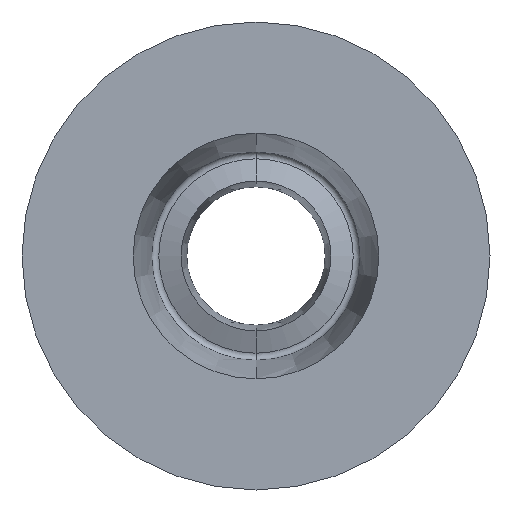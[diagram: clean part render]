
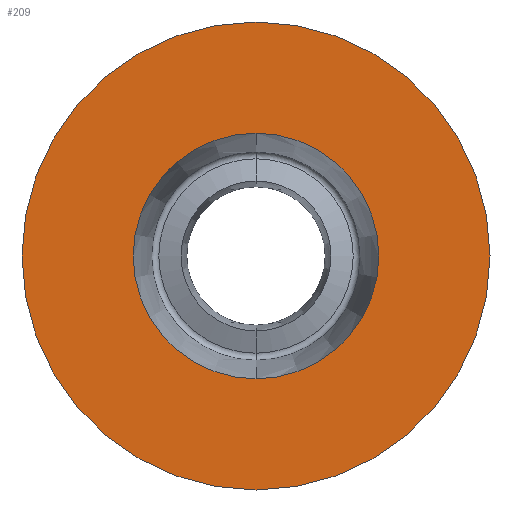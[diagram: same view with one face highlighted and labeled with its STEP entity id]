
A CAD part, front view. The second image highlights one B-rep face of the part: STEP entity #209.
In plain terms, the highlighted planar face has unit normal (0, -1, 0).
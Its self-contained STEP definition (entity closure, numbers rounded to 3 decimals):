
#4 = CARTESIAN_POINT ( 'NONE',  ( 0., 0., 0. ) ) ;
#45 = DIRECTION ( 'NONE',  ( 0., 0., 1. ) ) ;
#53 = VERTEX_POINT ( 'NONE', #374 ) ;
#111 = CARTESIAN_POINT ( 'NONE',  ( 0., 0., 0. ) ) ;
#119 = FACE_BOUND ( 'NONE', #320, .T. ) ;
#128 = ORIENTED_EDGE ( 'NONE', *, *, #343, .T. ) ;
#147 = DIRECTION ( 'NONE',  ( 0., 0., 1. ) ) ;
#167 = VERTEX_POINT ( 'NONE', #478 ) ;
#168 = AXIS2_PLACEMENT_3D ( 'NONE', #354, #309, #214 ) ;
#171 = CIRCLE ( 'NONE', #262, 22. ) ;
#176 = CARTESIAN_POINT ( 'NONE',  ( 0., 0., 0. ) ) ;
#189 = VERTEX_POINT ( 'NONE', #207 ) ;
#203 = CIRCLE ( 'NONE', #548, 11.546 ) ;
#207 = CARTESIAN_POINT ( 'NONE',  ( 0., 0., 22. ) ) ;
#209 = ADVANCED_FACE ( 'NONE', ( #119, #476 ), #575, .T. ) ;
#214 = DIRECTION ( 'NONE',  ( 0., 0., -1. ) ) ;
#225 = DIRECTION ( 'NONE',  ( 0., 0., 1. ) ) ;
#231 = ORIENTED_EDGE ( 'NONE', *, *, #260, .F. ) ;
#256 = CARTESIAN_POINT ( 'NONE',  ( 0., 0., 11.546 ) ) ;
#258 = CARTESIAN_POINT ( 'NONE',  ( 0., 0., 0. ) ) ;
#260 = EDGE_CURVE ( 'NONE', #53, #189, #171, .T. ) ;
#262 = AXIS2_PLACEMENT_3D ( 'NONE', #258, #579, #315 ) ;
#305 = CIRCLE ( 'NONE', #580, 22. ) ;
#309 = DIRECTION ( 'NONE',  ( 0., -1., 0. ) ) ;
#315 = DIRECTION ( 'NONE',  ( 0., 0., 1. ) ) ;
#320 = EDGE_LOOP ( 'NONE', ( #460, #128 ) ) ;
#323 = DIRECTION ( 'NONE',  ( 0., 1., 0. ) ) ;
#343 = EDGE_CURVE ( 'NONE', #572, #167, #520, .T. ) ;
#354 = CARTESIAN_POINT ( 'NONE',  ( -11.546, 0., 0. ) ) ;
#358 = AXIS2_PLACEMENT_3D ( 'NONE', #111, #418, #147 ) ;
#374 = CARTESIAN_POINT ( 'NONE',  ( 0., 0., -22. ) ) ;
#418 = DIRECTION ( 'NONE',  ( 0., 1., 0. ) ) ;
#460 = ORIENTED_EDGE ( 'NONE', *, *, #471, .T. ) ;
#471 = EDGE_CURVE ( 'NONE', #167, #572, #203, .T. ) ;
#476 = FACE_OUTER_BOUND ( 'NONE', #549, .T. ) ;
#477 = EDGE_CURVE ( 'NONE', #189, #53, #305, .T. ) ;
#478 = CARTESIAN_POINT ( 'NONE',  ( 0., 0., -11.546 ) ) ;
#494 = DIRECTION ( 'NONE',  ( 0., 1., 0. ) ) ;
#517 = ORIENTED_EDGE ( 'NONE', *, *, #477, .F. ) ;
#520 = CIRCLE ( 'NONE', #358, 11.546 ) ;
#548 = AXIS2_PLACEMENT_3D ( 'NONE', #176, #494, #225 ) ;
#549 = EDGE_LOOP ( 'NONE', ( #231, #517 ) ) ;
#572 = VERTEX_POINT ( 'NONE', #256 ) ;
#575 = PLANE ( 'NONE',  #168 ) ;
#579 = DIRECTION ( 'NONE',  ( 0., 1., 0. ) ) ;
#580 = AXIS2_PLACEMENT_3D ( 'NONE', #4, #323, #45 ) ;
